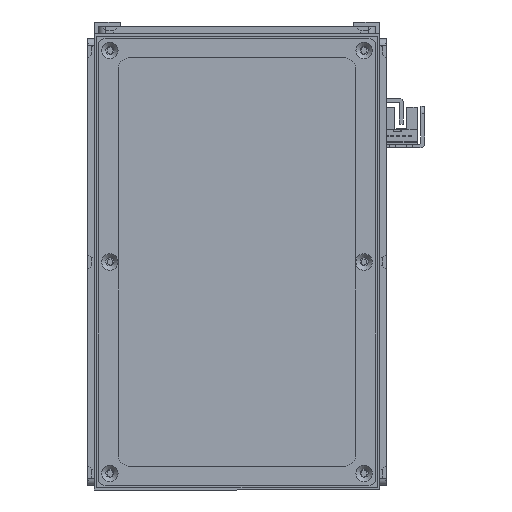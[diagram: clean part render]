
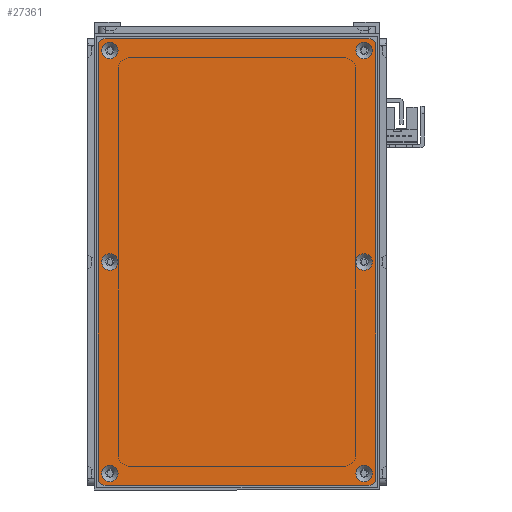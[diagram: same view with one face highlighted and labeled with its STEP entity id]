
A CAD part, front view. The second image highlights one B-rep face of the part: STEP entity #27361.
In plain terms, the highlighted planar face has unit normal (0, -1, 0).
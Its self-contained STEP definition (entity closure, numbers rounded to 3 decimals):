
#1142=FACE_BOUND('',#5696,.T.);
#1143=FACE_BOUND('',#5697,.T.);
#1144=FACE_BOUND('',#5698,.T.);
#1145=FACE_BOUND('',#5699,.T.);
#1146=FACE_BOUND('',#5700,.T.);
#1147=FACE_BOUND('',#5701,.T.);
#1766=PLANE('',#30257);
#3952=FACE_OUTER_BOUND('',#5695,.T.);
#5695=EDGE_LOOP('',(#25278,#25279,#25280,#25281,#25282,#25283,#25284,#25285));
#5696=EDGE_LOOP('',(#25286));
#5697=EDGE_LOOP('',(#25287));
#5698=EDGE_LOOP('',(#25288));
#5699=EDGE_LOOP('',(#25289));
#5700=EDGE_LOOP('',(#25290));
#5701=EDGE_LOOP('',(#25291));
#7992=LINE('',#48188,#10296);
#7993=LINE('',#48192,#10297);
#7994=LINE('',#48196,#10298);
#7995=LINE('',#48199,#10299);
#10296=VECTOR('',#37530,10.);
#10297=VECTOR('',#37533,10.);
#10298=VECTOR('',#37536,10.);
#10299=VECTOR('',#37539,10.);
#11623=CIRCLE('',#30225,3.45);
#11626=CIRCLE('',#30230,3.45);
#11629=CIRCLE('',#30235,3.45);
#11632=CIRCLE('',#30240,3.45);
#11635=CIRCLE('',#30245,3.45);
#11638=CIRCLE('',#30250,3.45);
#11641=CIRCLE('',#30255,3.);
#11643=CIRCLE('',#30258,3.);
#11644=CIRCLE('',#30259,3.);
#11645=CIRCLE('',#30260,3.);
#14155=VERTEX_POINT('',#48118);
#14158=VERTEX_POINT('',#48128);
#14161=VERTEX_POINT('',#48138);
#14164=VERTEX_POINT('',#48148);
#14167=VERTEX_POINT('',#48158);
#14170=VERTEX_POINT('',#48168);
#14173=VERTEX_POINT('',#48178);
#14174=VERTEX_POINT('',#48179);
#14177=VERTEX_POINT('',#48187);
#14178=VERTEX_POINT('',#48189);
#14179=VERTEX_POINT('',#48191);
#14180=VERTEX_POINT('',#48193);
#14181=VERTEX_POINT('',#48195);
#14182=VERTEX_POINT('',#48197);
#17887=EDGE_CURVE('',#14155,#14155,#11623,.T.);
#17892=EDGE_CURVE('',#14158,#14158,#11626,.T.);
#17897=EDGE_CURVE('',#14161,#14161,#11629,.T.);
#17902=EDGE_CURVE('',#14164,#14164,#11632,.T.);
#17907=EDGE_CURVE('',#14167,#14167,#11635,.T.);
#17912=EDGE_CURVE('',#14170,#14170,#11638,.T.);
#17917=EDGE_CURVE('',#14173,#14174,#11641,.T.);
#17921=EDGE_CURVE('',#14173,#14177,#7992,.T.);
#17922=EDGE_CURVE('',#14178,#14177,#11643,.T.);
#17923=EDGE_CURVE('',#14178,#14179,#7993,.T.);
#17924=EDGE_CURVE('',#14180,#14179,#11644,.T.);
#17925=EDGE_CURVE('',#14180,#14181,#7994,.T.);
#17926=EDGE_CURVE('',#14182,#14181,#11645,.T.);
#17927=EDGE_CURVE('',#14182,#14174,#7995,.T.);
#25278=ORIENTED_EDGE('',*,*,#17917,.F.);
#25279=ORIENTED_EDGE('',*,*,#17921,.T.);
#25280=ORIENTED_EDGE('',*,*,#17922,.F.);
#25281=ORIENTED_EDGE('',*,*,#17923,.T.);
#25282=ORIENTED_EDGE('',*,*,#17924,.F.);
#25283=ORIENTED_EDGE('',*,*,#17925,.T.);
#25284=ORIENTED_EDGE('',*,*,#17926,.F.);
#25285=ORIENTED_EDGE('',*,*,#17927,.T.);
#25286=ORIENTED_EDGE('',*,*,#17887,.T.);
#25287=ORIENTED_EDGE('',*,*,#17892,.T.);
#25288=ORIENTED_EDGE('',*,*,#17897,.T.);
#25289=ORIENTED_EDGE('',*,*,#17902,.T.);
#25290=ORIENTED_EDGE('',*,*,#17907,.T.);
#25291=ORIENTED_EDGE('',*,*,#17912,.T.);
#27361=ADVANCED_FACE('',(#3952,#1142,#1143,#1144,#1145,#1146,#1147),#1766,
 .T.);
#30225=AXIS2_PLACEMENT_3D('',#48119,#37450,#37451);
#30230=AXIS2_PLACEMENT_3D('',#48129,#37462,#37463);
#30235=AXIS2_PLACEMENT_3D('',#48139,#37474,#37475);
#30240=AXIS2_PLACEMENT_3D('',#48149,#37486,#37487);
#30245=AXIS2_PLACEMENT_3D('',#48159,#37498,#37499);
#30250=AXIS2_PLACEMENT_3D('',#48169,#37510,#37511);
#30255=AXIS2_PLACEMENT_3D('',#48180,#37522,#37523);
#30257=AXIS2_PLACEMENT_3D('',#48186,#37528,#37529);
#30258=AXIS2_PLACEMENT_3D('',#48190,#37531,#37532);
#30259=AXIS2_PLACEMENT_3D('',#48194,#37534,#37535);
#30260=AXIS2_PLACEMENT_3D('',#48198,#37537,#37538);
#37450=DIRECTION('center_axis',(0.,1.,0.));
#37451=DIRECTION('ref_axis',(1.,0.,0.));
#37462=DIRECTION('center_axis',(0.,1.,0.));
#37463=DIRECTION('ref_axis',(1.,0.,0.));
#37474=DIRECTION('center_axis',(0.,1.,0.));
#37475=DIRECTION('ref_axis',(1.,0.,0.));
#37486=DIRECTION('center_axis',(0.,1.,0.));
#37487=DIRECTION('ref_axis',(1.,0.,0.));
#37498=DIRECTION('center_axis',(0.,1.,0.));
#37499=DIRECTION('ref_axis',(1.,0.,0.));
#37510=DIRECTION('center_axis',(0.,1.,0.));
#37511=DIRECTION('ref_axis',(1.,0.,0.));
#37522=DIRECTION('center_axis',(0.,1.,0.));
#37523=DIRECTION('ref_axis',(-0.707,0.,0.707));
#37528=DIRECTION('center_axis',(0.,-1.,0.));
#37529=DIRECTION('ref_axis',(0.,0.,-1.));
#37530=DIRECTION('',(0.,0.,-1.));
#37531=DIRECTION('center_axis',(0.,1.,0.));
#37532=DIRECTION('ref_axis',(-0.707,0.,-0.707));
#37533=DIRECTION('',(1.,0.,0.));
#37534=DIRECTION('center_axis',(0.,1.,0.));
#37535=DIRECTION('ref_axis',(0.707,0.,-0.707));
#37536=DIRECTION('',(0.,0.,1.));
#37537=DIRECTION('center_axis',(0.,1.,0.));
#37538=DIRECTION('ref_axis',(0.707,0.,0.707));
#37539=DIRECTION('',(-1.,0.,0.));
#48118=CARTESIAN_POINT('',(85.55,-1.5,53.5));
#48119=CARTESIAN_POINT('Origin',(89.,-1.5,53.5));
#48128=CARTESIAN_POINT('',(-3.45,-1.5,-53.5));
#48129=CARTESIAN_POINT('Origin',(0.,-1.5,-53.5));
#48138=CARTESIAN_POINT('',(-92.45,-1.5,53.5));
#48139=CARTESIAN_POINT('Origin',(-89.,-1.5,53.5));
#48148=CARTESIAN_POINT('',(-92.45,-1.5,-53.5));
#48149=CARTESIAN_POINT('Origin',(-89.,-1.5,-53.5));
#48158=CARTESIAN_POINT('',(-3.45,-1.5,53.5));
#48159=CARTESIAN_POINT('Origin',(0.,-1.5,53.5));
#48168=CARTESIAN_POINT('',(85.55,-1.5,-53.5));
#48169=CARTESIAN_POINT('Origin',(89.,-1.5,-53.5));
#48178=CARTESIAN_POINT('',(-94.,-1.5,55.5));
#48179=CARTESIAN_POINT('',(-91.,-1.5,58.5));
#48180=CARTESIAN_POINT('Origin',(-91.,-1.5,55.5));
#48186=CARTESIAN_POINT('Origin',(0.,-1.5,0.));
#48187=CARTESIAN_POINT('',(-94.,-1.5,-55.5));
#48188=CARTESIAN_POINT('',(-94.,-1.5,58.5));
#48189=CARTESIAN_POINT('',(-91.,-1.5,-58.5));
#48190=CARTESIAN_POINT('Origin',(-91.,-1.5,-55.5));
#48191=CARTESIAN_POINT('',(91.,-1.5,-58.5));
#48192=CARTESIAN_POINT('',(-94.,-1.5,-58.5));
#48193=CARTESIAN_POINT('',(94.,-1.5,-55.5));
#48194=CARTESIAN_POINT('Origin',(91.,-1.5,-55.5));
#48195=CARTESIAN_POINT('',(94.,-1.5,55.5));
#48196=CARTESIAN_POINT('',(94.,-1.5,-58.5));
#48197=CARTESIAN_POINT('',(91.,-1.5,58.5));
#48198=CARTESIAN_POINT('Origin',(91.,-1.5,55.5));
#48199=CARTESIAN_POINT('',(94.,-1.5,58.5));
